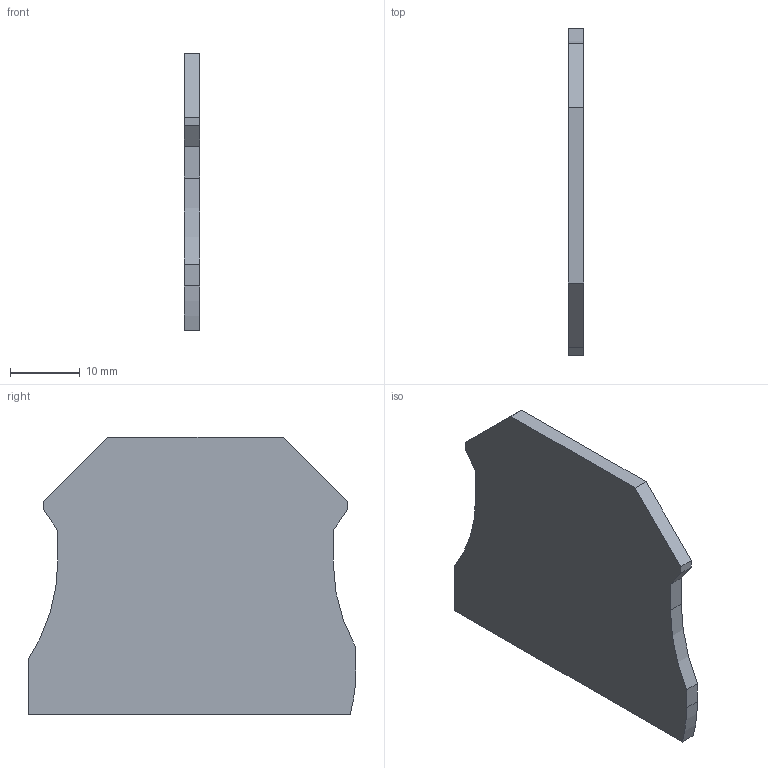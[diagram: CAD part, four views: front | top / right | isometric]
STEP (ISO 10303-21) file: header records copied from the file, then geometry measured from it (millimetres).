
FILE_DESCRIPTION(('Creo Elements/Direct Modeling STEP Export'),'2;1');
FILE_NAME('model.stp','2018-02-08T 0:40:50',(''),(''),'Creo Elements/Direct Modeling STEP processor for AP214 (Solid Model)','Creo Elements/Direct Modeling 18.1I 14-Aug-2016 (C) Parametric Technology GmbH','');
FILE_SCHEMA(('AUTOMOTIVE_DESIGN { 1 0 10303 214 1 1 1 1 }'));
Length unit declared in the file: millimetre
Products named in the file (2): D_UT_2.5_10-select
Assembly tree (1 placements, depth 2):
  D_UT_2.5_10-select
    D_UT_2.5_10-select
Bounding box: 2.2 x 47 x 39.8 mm (x, y, z)
Volume: 3588.8 mm3; surface area: 3617.5 mm2
Topology: 1 solids, 1 shells, 17 faces, 45 edges, 30 vertices
Faces by surface type: plane 14, cylinder 3
Entity records: 706 total; most frequent: CARTESIAN_POINT 94, ORIENTED_EDGE 90, DIRECTION 89, EDGE_CURVE 45, VECTOR 39, LINE 39, VERTEX_POINT 30, AXIS2_PLACEMENT_3D 25
